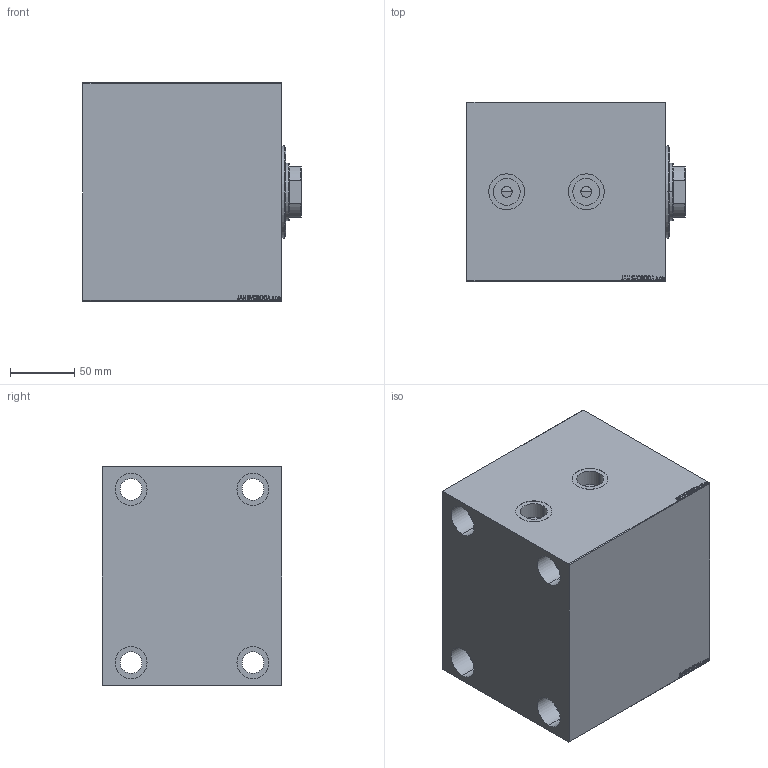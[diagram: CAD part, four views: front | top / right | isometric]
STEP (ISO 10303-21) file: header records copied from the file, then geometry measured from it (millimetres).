
FILE_DESCRIPTION (( 'STEP AP203' ), '1' );
FILE_NAME ('e8e3.STEP', '2022-04-17T15:20:53', ( '' ), ( '' ), 'SwSTEP 2.0', 'SolidWorks 2019', '' );
FILE_SCHEMA (( 'CONFIG_CONTROL_DESIGN' ));
Length unit declared in the file: millimetre
Products named in the file (4): V450CP_C 1d1c1c01613b541b89eb1b9f8c3ef20c; e8e3; V450CP_VC_B 1d1c1c01613b541b89eb1b9f8c3ef20c; V450CP_B_VCP 1d1c1c01613b541b89eb1b9f8c3ef20c
Assembly tree (3 placements, depth 2):
  e8e3
    V450CP_C 1d1c1c01613b541b89eb1b9f8c3ef20c
    V450CP_B_VCP 1d1c1c01613b541b89eb1b9f8c3ef20c
    V450CP_VC_B 1d1c1c01613b541b89eb1b9f8c3ef20c
Bounding box: 170 x 140 x 170 mm (x, y, z)
Volume: 3308528.2 mm3; surface area: 314471.2 mm2
Topology: 3 solids, 3 shells, 888 faces, 2262 edges, 1497 vertices
Faces by surface type: plane 414, bspline 380, cylinder 76, cone 18
Entity records: 44726 total; most frequent: CARTESIAN_POINT 25283, ORIENTED_EDGE 4520, DIRECTION 2680, EDGE_CURVE 2260, VERTEX_POINT 1497, LINE 1324, VECTOR 1324, EDGE_LOOP 1021
